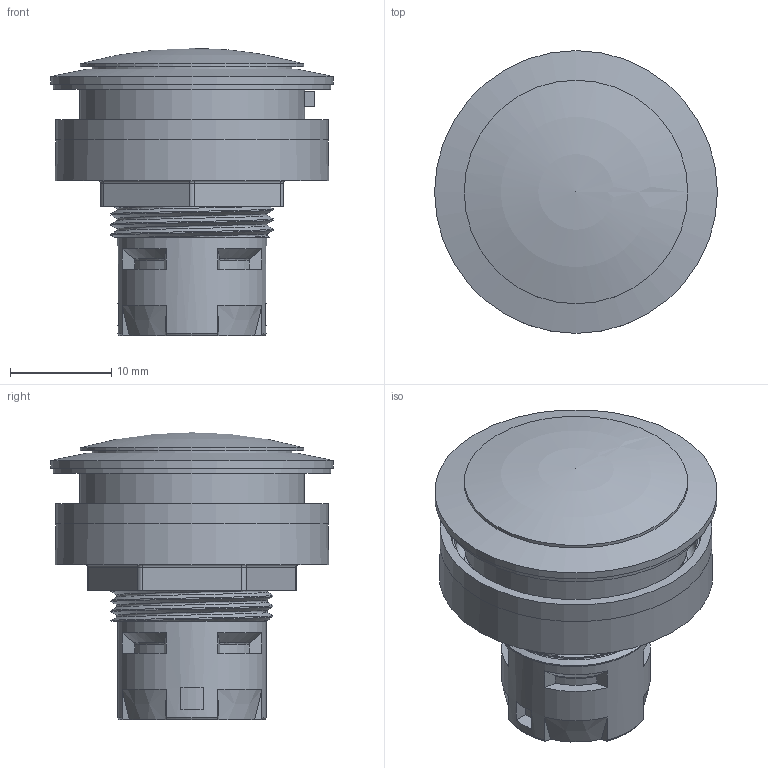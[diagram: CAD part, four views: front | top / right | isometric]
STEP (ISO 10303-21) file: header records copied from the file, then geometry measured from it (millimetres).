
FILE_DESCRIPTION(/* description */ (''),/* implementation_level */ '2;1');
FILE_NAME(/* name */ 'RRJN_ipt.stp',/* time_stamp */ '2016-03-09T16:53:19+01:00',/* author */ ('mharscher'),/* organization */ (''),/* preprocessor_version */ 'ST-DEVELOPER v15.2',/* originating_system */ 'Autodesk Inventor 2014',/* authorisation */ '');
FILE_SCHEMA (('CONFIG_CONTROL_DESIGN'));
Length unit declared in the file: centimetre
Products named in the file (1): RRJN_ipt
Bounding box: 27.9 x 27.9 x 28.34 mm (x, y, z)
Volume: 8540.3 mm3; surface area: 4758.2 mm2
Topology: 1 solids, 2 shells, 121 faces, 292 edges, 190 vertices
Faces by surface type: plane 55, cylinder 31, cone 16, torus 14, bspline 3, sphere 2
Full cylindrical faces by diameter (mm): 14.7 x1, 16.5 x1, 19.7 x1, 21.283 x1, 22.05 x1, 22.2 x1, 25 x1, 26.86 x1, 27.4 x1, 27.9 x1
Entity records: 6682 total; most frequent: CARTESIAN_POINT 4020, DIRECTION 558, ORIENTED_EDGE 518, EDGE_CURVE 259, AXIS2_PLACEMENT_3D 231, VERTEX_POINT 178, EDGE_LOOP 159, ADVANCED_FACE 121
